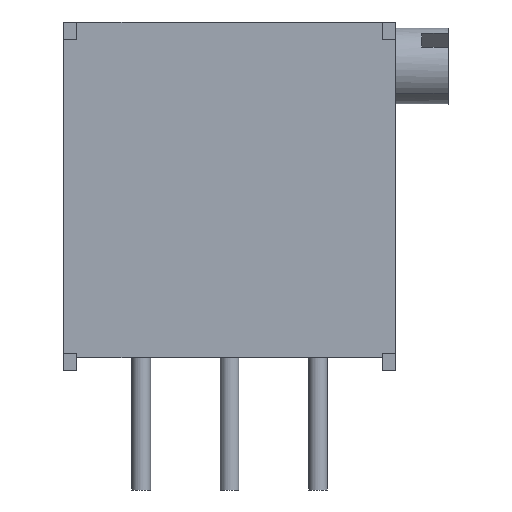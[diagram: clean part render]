
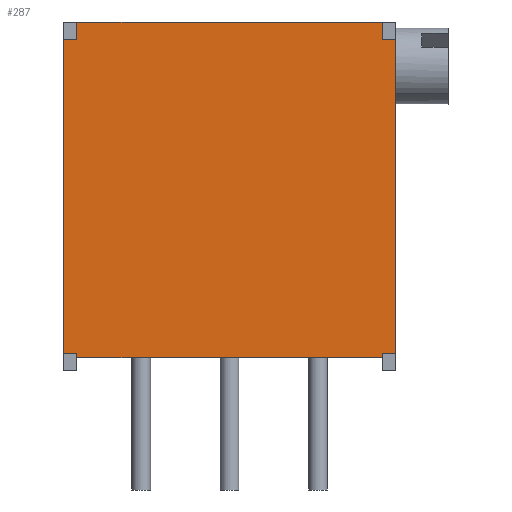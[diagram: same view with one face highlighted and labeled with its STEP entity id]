
A CAD part, front view. The second image highlights one B-rep face of the part: STEP entity #287.
In plain terms, the highlighted planar face has unit normal (0, -1, 0).
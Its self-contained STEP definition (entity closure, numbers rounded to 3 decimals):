
#70=CARTESIAN_POINT('',(4.385,-2.095,0.38));
#71=VERTEX_POINT('',#70);
#72=CARTESIAN_POINT('',(4.385,-2.095,0.5));
#73=VERTEX_POINT('',#72);
#74=CARTESIAN_POINT('',(4.385,-2.095,0.38));
#75=DIRECTION('',(0.0,0.0,1.0));
#76=VECTOR('',#75,0.12);
#77=LINE('',#74,#76);
#78=EDGE_CURVE('',#71,#73,#77,.T.);
#157=CARTESIAN_POINT('',(4.765,-2.095,0.5));
#158=VERTEX_POINT('',#157);
#159=CARTESIAN_POINT('',(4.385,-2.095,0.5));
#160=DIRECTION('',(1.0,0.0,0.0));
#161=VECTOR('',#160,0.38);
#162=LINE('',#159,#161);
#163=EDGE_CURVE('',#73,#158,#162,.T.);
#200=CARTESIAN_POINT('',(-5.241,-2.095,10.512));
#201=DIRECTION('',(0.0,-1.0,0.0));
#202=DIRECTION('',(0.0,0.0,-1.0));
#203=AXIS2_PLACEMENT_3D('',#200,#201,#202);
#204=PLANE('',#203);
#205=ORIENTED_EDGE('',*,*,#78,.T.);
#206=ORIENTED_EDGE('',*,*,#163,.T.);
#207=CARTESIAN_POINT('',(4.765,-2.095,9.53));
#208=VERTEX_POINT('',#207);
#209=CARTESIAN_POINT('',(4.765,-2.095,0.5));
#210=DIRECTION('',(0.0,0.0,1.0));
#211=VECTOR('',#210,9.03);
#212=LINE('',#209,#211);
#213=EDGE_CURVE('',#158,#208,#212,.T.);
#214=ORIENTED_EDGE('',*,*,#213,.T.);
#215=CARTESIAN_POINT('',(4.385,-2.095,9.53));
#216=VERTEX_POINT('',#215);
#217=CARTESIAN_POINT('',(4.765,-2.095,9.53));
#218=DIRECTION('',(-1.0,0.0,0.0));
#219=VECTOR('',#218,0.38);
#220=LINE('',#217,#219);
#221=EDGE_CURVE('',#208,#216,#220,.T.);
#222=ORIENTED_EDGE('',*,*,#221,.T.);
#223=CARTESIAN_POINT('',(4.385,-2.095,10.03));
#224=VERTEX_POINT('',#223);
#225=CARTESIAN_POINT('',(4.385,-2.095,9.53));
#226=DIRECTION('',(0.0,0.0,1.0));
#227=VECTOR('',#226,0.5);
#228=LINE('',#225,#227);
#229=EDGE_CURVE('',#216,#224,#228,.T.);
#230=ORIENTED_EDGE('',*,*,#229,.T.);
#231=CARTESIAN_POINT('',(-4.385,-2.095,10.03));
#232=VERTEX_POINT('',#231);
#233=CARTESIAN_POINT('',(4.385,-2.095,10.03));
#234=DIRECTION('',(-1.0,0.0,0.0));
#235=VECTOR('',#234,8.77);
#236=LINE('',#233,#235);
#237=EDGE_CURVE('',#224,#232,#236,.T.);
#238=ORIENTED_EDGE('',*,*,#237,.T.);
#239=CARTESIAN_POINT('',(-4.385,-2.095,9.53));
#240=VERTEX_POINT('',#239);
#241=CARTESIAN_POINT('',(-4.385,-2.095,9.53));
#242=DIRECTION('',(0.0,0.0,1.0));
#243=VECTOR('',#242,0.5);
#244=LINE('',#241,#243);
#245=EDGE_CURVE('',#240,#232,#244,.T.);
#246=ORIENTED_EDGE('',*,*,#245,.F.);
#247=CARTESIAN_POINT('',(-4.765,-2.095,9.53));
#248=VERTEX_POINT('',#247);
#249=CARTESIAN_POINT('',(-4.765,-2.095,9.53));
#250=DIRECTION('',(1.0,0.0,0.0));
#251=VECTOR('',#250,0.38);
#252=LINE('',#249,#251);
#253=EDGE_CURVE('',#248,#240,#252,.T.);
#254=ORIENTED_EDGE('',*,*,#253,.F.);
#255=CARTESIAN_POINT('',(-4.765,-2.095,0.5));
#256=VERTEX_POINT('',#255);
#257=CARTESIAN_POINT('',(-4.765,-2.095,0.5));
#258=DIRECTION('',(0.0,0.0,1.0));
#259=VECTOR('',#258,9.03);
#260=LINE('',#257,#259);
#261=EDGE_CURVE('',#256,#248,#260,.T.);
#262=ORIENTED_EDGE('',*,*,#261,.F.);
#263=CARTESIAN_POINT('',(-4.385,-2.095,0.5));
#264=VERTEX_POINT('',#263);
#265=CARTESIAN_POINT('',(-4.765,-2.095,0.5));
#266=DIRECTION('',(1.0,0.0,0.0));
#267=VECTOR('',#266,0.38);
#268=LINE('',#265,#267);
#269=EDGE_CURVE('',#256,#264,#268,.T.);
#270=ORIENTED_EDGE('',*,*,#269,.T.);
#271=CARTESIAN_POINT('',(-4.385,-2.095,0.38));
#272=VERTEX_POINT('',#271);
#273=CARTESIAN_POINT('',(-4.385,-2.095,0.5));
#274=DIRECTION('',(0.0,0.0,-1.0));
#275=VECTOR('',#274,0.12);
#276=LINE('',#273,#275);
#277=EDGE_CURVE('',#264,#272,#276,.T.);
#278=ORIENTED_EDGE('',*,*,#277,.T.);
#279=CARTESIAN_POINT('',(-4.385,-2.095,0.38));
#280=DIRECTION('',(1.0,0.0,0.0));
#281=VECTOR('',#280,8.77);
#282=LINE('',#279,#281);
#283=EDGE_CURVE('',#272,#71,#282,.T.);
#284=ORIENTED_EDGE('',*,*,#283,.T.);
#285=EDGE_LOOP('',(#205,#206,#214,#222,#230,#238,#246,#254,#262,#270,#278,#284));
#286=FACE_OUTER_BOUND('',#285,.T.);
#287=ADVANCED_FACE('',(#286),#204,.T.);
